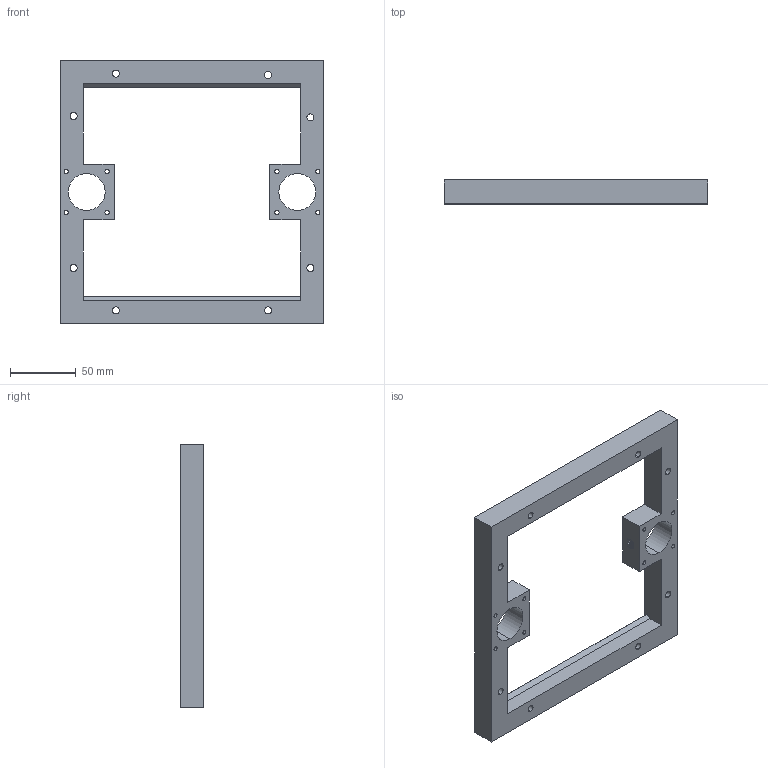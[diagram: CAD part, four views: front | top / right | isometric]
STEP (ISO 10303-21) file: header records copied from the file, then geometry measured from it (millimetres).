
FILE_DESCRIPTION (( 'STEP AP214' ), '1' );
FILE_NAME ('V1Rook_Base Frame 10mm.STEP', '2022-11-15T22:04:27', ( '' ), ( '' ), 'SwSTEP 2.0', 'SolidWorks 2020', '' );
FILE_SCHEMA (( 'AUTOMOTIVE_DESIGN' ));
Length unit declared in the file: millimetre
Products named in the file (1): V1Rook_Base Frame 10mm
Bounding box: 200 x 18 x 200 mm (x, y, z)
Volume: 234393.7 mm3; surface area: 65462.6 mm2
Topology: 1 solids, 1 shells, 148 faces, 378 edges, 252 vertices
Faces by surface type: plane 84, cylinder 64
Entity records: 4840 total; most frequent: DIRECTION 804, CARTESIAN_POINT 779, ORIENTED_EDGE 756, EDGE_CURVE 378, AXIS2_PLACEMENT_3D 277, VERTEX_POINT 252, LINE 250, VECTOR 250
